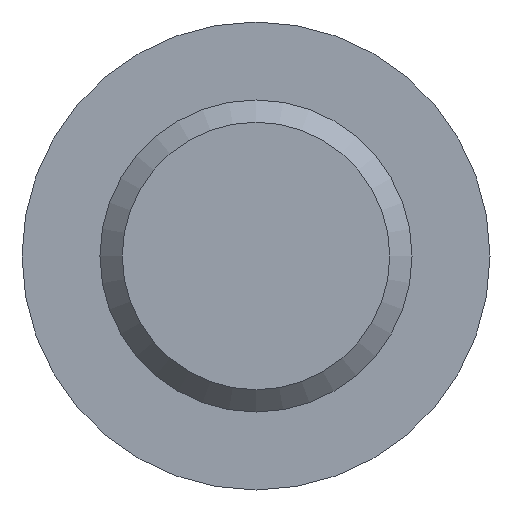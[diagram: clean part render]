
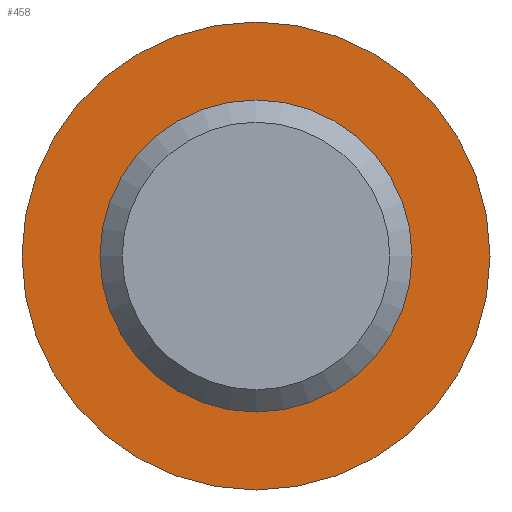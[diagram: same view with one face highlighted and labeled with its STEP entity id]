
A CAD part, front view. The second image highlights one B-rep face of the part: STEP entity #458.
In plain terms, the highlighted planar face has unit normal (0, -1, 0).
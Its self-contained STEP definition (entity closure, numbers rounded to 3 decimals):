
#16 = AXIS2_PLACEMENT_3D ( 'NONE', #433, #436, #48 ) ;
#36 = AXIS2_PLACEMENT_3D ( 'NONE', #342, #422, #546 ) ;
#48 = DIRECTION ( 'NONE',  ( 0., 0., 1. ) ) ;
#51 = FACE_OUTER_BOUND ( 'NONE', #284, .T. ) ;
#59 = ORIENTED_EDGE ( 'NONE', *, *, #495, .F. ) ;
#153 = DIRECTION ( 'NONE',  ( 0., 0., -1. ) ) ;
#156 = CARTESIAN_POINT ( 'NONE',  ( 0., 25., -10.5 ) ) ;
#162 = ORIENTED_EDGE ( 'NONE', *, *, #166, .T. ) ;
#166 = EDGE_CURVE ( 'NONE', #277, #277, #189, .T. ) ;
#189 = CIRCLE ( 'NONE', #36, 10.5 ) ;
#262 = PLANE ( 'NONE',  #16 ) ;
#264 = CIRCLE ( 'NONE', #543, 7. ) ;
#270 = DIRECTION ( 'NONE',  ( 0., -1., 0. ) ) ;
#277 = VERTEX_POINT ( 'NONE', #156 ) ;
#283 = EDGE_LOOP ( 'NONE', ( #59 ) ) ;
#284 = EDGE_LOOP ( 'NONE', ( #162 ) ) ;
#300 = FACE_BOUND ( 'NONE', #283, .T. ) ;
#312 = CARTESIAN_POINT ( 'NONE',  ( 0., 25., -7. ) ) ;
#342 = CARTESIAN_POINT ( 'NONE',  ( 0., 25., 0. ) ) ;
#422 = DIRECTION ( 'NONE',  ( 0., -1., 0. ) ) ;
#429 = CARTESIAN_POINT ( 'NONE',  ( 0., 25., 0. ) ) ;
#433 = CARTESIAN_POINT ( 'NONE',  ( -7., 25., 0. ) ) ;
#436 = DIRECTION ( 'NONE',  ( 0., 1., 0. ) ) ;
#446 = VERTEX_POINT ( 'NONE', #312 ) ;
#458 = ADVANCED_FACE ( 'NONE', ( #300, #51 ), #262, .F. ) ;
#495 = EDGE_CURVE ( 'NONE', #446, #446, #264, .T. ) ;
#543 = AXIS2_PLACEMENT_3D ( 'NONE', #429, #270, #153 ) ;
#546 = DIRECTION ( 'NONE',  ( 0., 0., -1. ) ) ;
